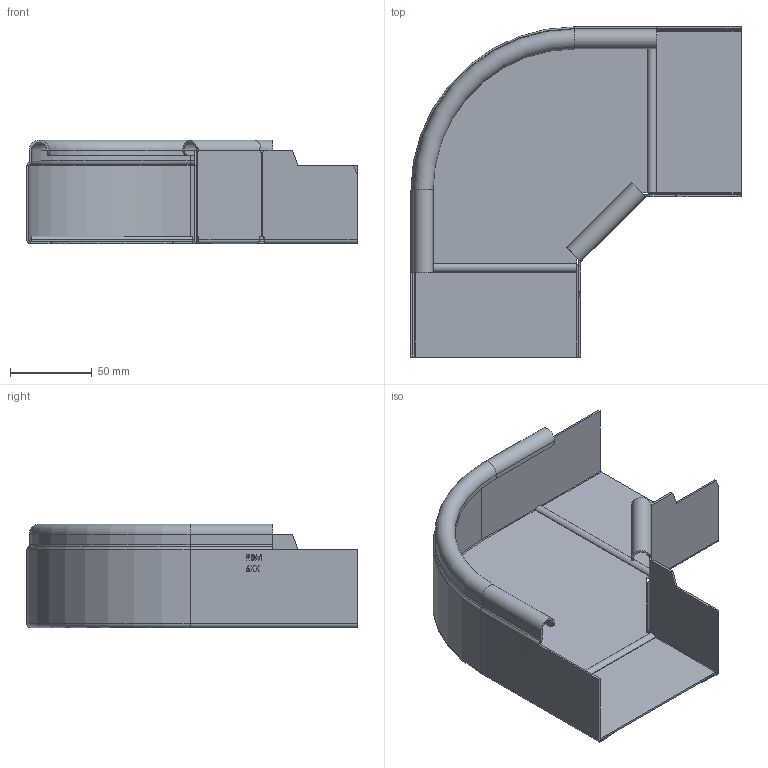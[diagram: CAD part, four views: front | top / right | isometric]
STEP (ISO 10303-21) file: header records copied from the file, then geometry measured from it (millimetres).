
FILE_DESCRIPTION((''),'2;1');
FILE_NAME('6041130_ASM','2012-10-01T',('AndreasKeweloh'),(''),'PRO/ENGINEER BY PARAMETRIC TECHNOLOGY CORPORATION, 2012230','PRO/ENGINEER BY PARAMETRIC TECHNOLOGY CORPORATION, 2012230','');
FILE_SCHEMA(('CONFIG_CONTROL_DESIGN'));
Length unit declared in the file: millimetre
Products named in the file (4): 6041130_BODENBLECH_100; 6041130_INNENHOLM60; 6041130_AUSSENHOLM_610; 6041130_ASM
Assembly tree (3 placements, depth 2):
  6041130_ASM
    6041130_BODENBLECH_100
    6041130_INNENHOLM60
    6041130_AUSSENHOLM_610
Bounding box: 201.35 x 201.35 x 63 mm (x, y, z)
Volume: 87215.9 mm3; surface area: 142320.4 mm2
Topology: 3 solids, 3 shells, 374 faces, 948 edges, 604 vertices
Faces by surface type: plane 235, cylinder 71, extrusion 52, bspline 8, torus 8
Entity records: 13809 total; most frequent: CARTESIAN_POINT 4850, ORIENTED_EDGE 1896, DIRECTION 1668, EDGE_CURVE 948, VECTOR 738, LINE 686, VERTEX_POINT 604, AXIS2_PLACEMENT_3D 465
